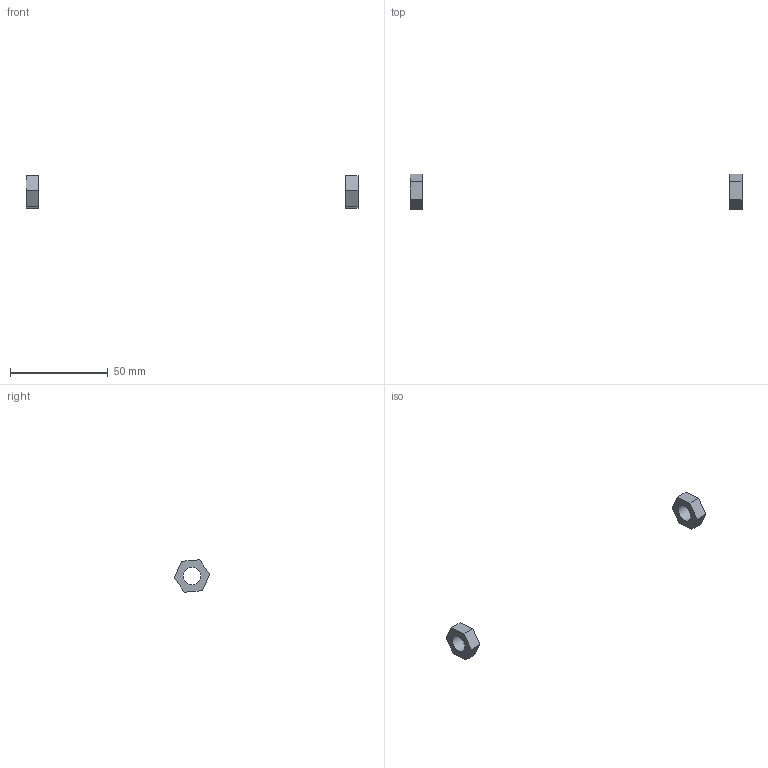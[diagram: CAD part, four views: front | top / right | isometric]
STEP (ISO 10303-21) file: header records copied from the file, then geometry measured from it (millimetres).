
FILE_DESCRIPTION( ( '' ), ' ' );
FILE_NAME( '5de78546f078021554d3a6ca.step', '2019-12-04T10:07:02', ( '' ), ( '' ), ' ', ' ', ' ' );
FILE_SCHEMA( ( 'AUTOMOTIVE_DESIGN { 1 0 10303 214 1 1 1 1 }' ) );
Length unit declared in the file: metre
Products named in the file (2): Part 80; Part 82
Bounding box: 170.22 x 18.26 x 16.62 mm (x, y, z)
Volume: 1983.5 mm3; surface area: 1677.8 mm2
Topology: 2 solids, 2 shells, 18 faces, 42 edges, 28 vertices
Faces by surface type: plane 16, cylinder 2
Full cylindrical faces by diameter (mm): 8.89 x2
Entity records: 678 total; most frequent: CARTESIAN_POINT 88, DIRECTION 84, ORIENTED_EDGE 80, EDGE_CURVE 40, LINE 36, VECTOR 36, VERTEX_POINT 28, AXIS2_PLACEMENT_3D 24
